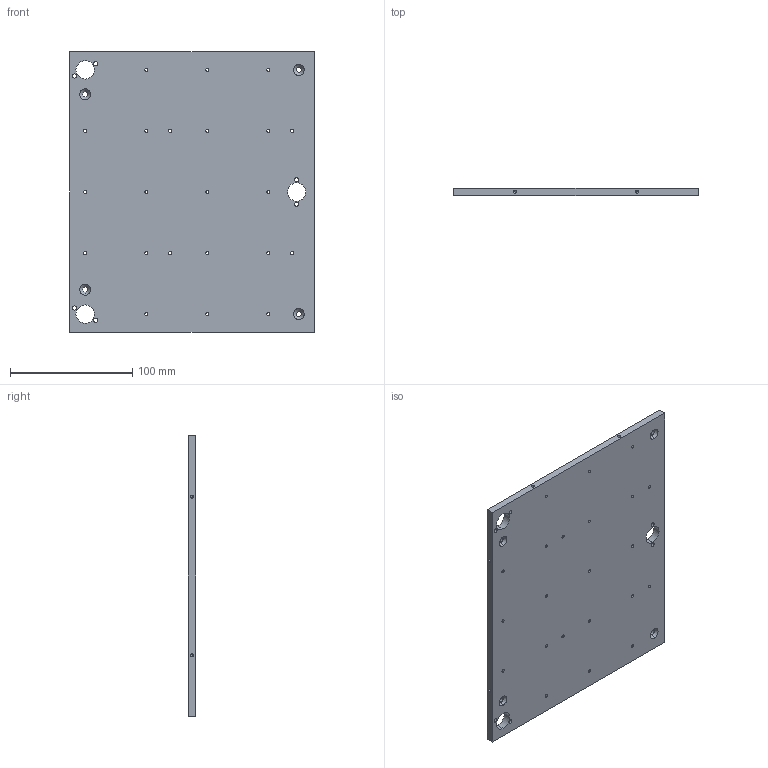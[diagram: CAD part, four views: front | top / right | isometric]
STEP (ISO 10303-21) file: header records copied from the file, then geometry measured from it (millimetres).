
FILE_DESCRIPTION (( 'STEP AP214' ), '1' );
FILE_NAME ('EEDURO-003-01.step', '2015-01-22T14:49:59', ( '' ), ( '' ), 'SwSTEP 2.0', 'SolidWorks 2012', '' );
FILE_SCHEMA (( 'AUTOMOTIVE_DESIGN' ));
Length unit declared in the file: millimetre
Products named in the file (1): EEDURO-003-01
Bounding box: 200 x 6 x 230 mm (x, y, z)
Volume: 270931.9 mm3; surface area: 98749 mm2
Topology: 1 solids, 1 shells, 116 faces, 318 edges, 196 vertices
Faces by surface type: cylinder 86, cone 24, plane 6
Entity records: 4472 total; most frequent: DIRECTION 716, CARTESIAN_POINT 615, ORIENTED_EDGE 604, EDGE_CURVE 302, AXIS2_PLACEMENT_3D 297, VERTEX_POINT 196, EDGE_LOOP 194, CIRCLE 180
